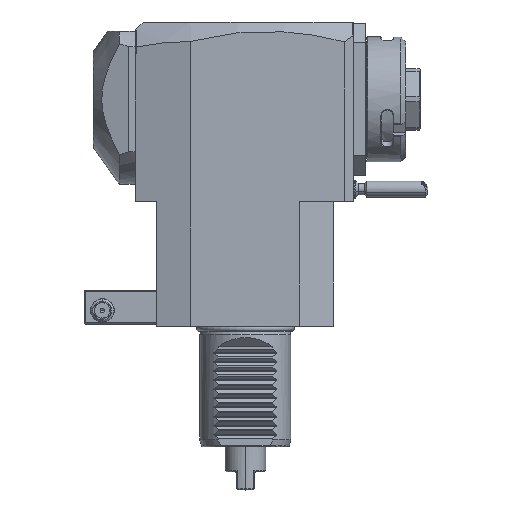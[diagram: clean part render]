
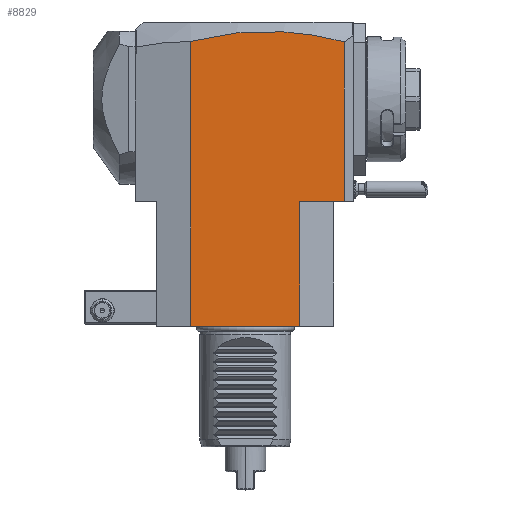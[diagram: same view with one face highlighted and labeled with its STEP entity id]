
A CAD part, top view. The second image highlights one B-rep face of the part: STEP entity #8829.
In plain terms, the highlighted planar face has unit normal (0, 0, 1).
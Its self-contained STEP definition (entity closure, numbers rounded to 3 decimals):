
#17=DIRECTION('',(-1.,0.,0.));
#18=VECTOR('',#17,48.);
#19=CARTESIAN_POINT('',(24.,0.,37.5));
#20=LINE('',#19,#18);
#81=DIRECTION('',(0.,-1.,0.));
#82=VECTOR('',#81,70.258);
#83=CARTESIAN_POINT('',(43.5,125.258,37.5));
#84=LINE('',#83,#82);
#85=DIRECTION('',(-1.,0.,0.));
#86=VECTOR('',#85,19.5);
#87=CARTESIAN_POINT('',(43.5,55.,37.5));
#88=LINE('',#87,#86);
#89=CARTESIAN_POINT('',(-24.,125.435,37.5));
#90=CARTESIAN_POINT('',(-18.371,126.939,37.5));
#91=CARTESIAN_POINT('',(-7.115,129.162,37.5));
#92=CARTESIAN_POINT('',(9.762,130.233,37.5));
#93=CARTESIAN_POINT('',(26.635,129.072,37.5));
#94=CARTESIAN_POINT('',(37.879,126.791,37.5));
#95=CARTESIAN_POINT('',(43.5,125.258,37.5));
#2305=DIRECTION('',(0.,-1.,0.));
#2306=VECTOR('',#2305,125.435);
#2307=CARTESIAN_POINT('',(-24.,125.435,37.5));
#2308=LINE('',#2307,#2306);
#5077=DIRECTION('',(0.,1.,0.));
#5078=VECTOR('',#5077,55.);
#5079=CARTESIAN_POINT('',(24.,0.,37.5));
#5080=LINE('',#5079,#5078);
#8205=VERTEX_POINT('',#89);
#8206=VERTEX_POINT('',#95);
#8524=CARTESIAN_POINT('',(43.5,55.,37.5));
#8525=VERTEX_POINT('',#8524);
#8566=CARTESIAN_POINT('',(24.,0.,37.5));
#8567=VERTEX_POINT('',#8566);
#8568=CARTESIAN_POINT('',(-24.,0.,37.5));
#8569=VERTEX_POINT('',#8568);
#8724=CARTESIAN_POINT('',(24.,55.,37.5));
#8725=VERTEX_POINT('',#8724);
#8812=CARTESIAN_POINT('',(-39.202,55.,37.5));
#8813=DIRECTION('',(0.,0.,1.));
#8814=DIRECTION('',(1.,0.,0.));
#8815=AXIS2_PLACEMENT_3D('',#8812,#8813,#8814);
#8816=PLANE('',#8815);
#8818=ORIENTED_EDGE('',*,*,#8817,.T.);
#8819=ORIENTED_EDGE('',*,*,#8794,.T.);
#8821=ORIENTED_EDGE('',*,*,#8820,.F.);
#8822=ORIENTED_EDGE('',*,*,#8741,.T.);
#8824=ORIENTED_EDGE('',*,*,#8823,.F.);
#8826=ORIENTED_EDGE('',*,*,#8825,.T.);
#8827=EDGE_LOOP('',(#8818,#8819,#8821,#8822,#8824,#8826));
#8828=FACE_OUTER_BOUND('',#8827,.F.);
#96=B_SPLINE_CURVE_WITH_KNOTS('',3,(#89,#90,#91,#92,#93,#94,#95),.UNSPECIFIED.,
.F.,.F.,(4,1,1,1,4),(0.,0.25,0.5,0.75,1.),.UNSPECIFIED.);
#8741=EDGE_CURVE('',#8567,#8569,#20,.T.);
#8794=EDGE_CURVE('',#8525,#8725,#88,.T.);
#8817=EDGE_CURVE('',#8206,#8525,#84,.T.);
#8820=EDGE_CURVE('',#8567,#8725,#5080,.T.);
#8823=EDGE_CURVE('',#8205,#8569,#2308,.T.);
#8825=EDGE_CURVE('',#8205,#8206,#96,.T.);
#8829=ADVANCED_FACE('',(#8828),#8816,.T.);
